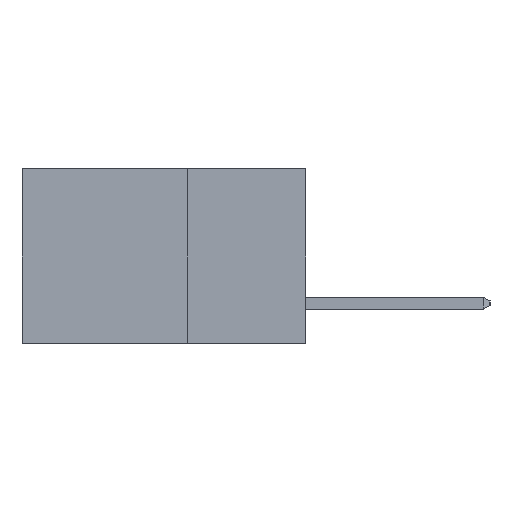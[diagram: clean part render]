
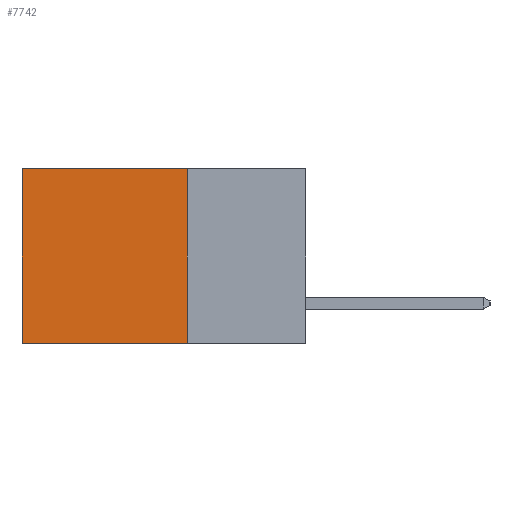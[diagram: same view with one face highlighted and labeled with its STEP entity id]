
A CAD part, left-side view. The second image highlights one B-rep face of the part: STEP entity #7742.
In plain terms, the highlighted planar face has unit normal (-1, 0, 0).
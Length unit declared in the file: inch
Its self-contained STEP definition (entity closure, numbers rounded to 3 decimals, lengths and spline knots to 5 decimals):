
#109 = VERTEX_POINT ( 'NONE', #3367 ) ;
#151 = VERTEX_POINT ( 'NONE', #7015 ) ;
#370 = FACE_OUTER_BOUND ( 'NONE', #14518, .T. ) ;
#1830 = LINE ( 'NONE', #14130, #11744 ) ;
#3367 = CARTESIAN_POINT ( 'NONE',  ( 0.2615, 0.6, -0.37 ) ) ;
#3567 = VECTOR ( 'NONE', #16805, 39.37008 ) ;
#4272 = CARTESIAN_POINT ( 'NONE',  ( 0.2615, 0.25, 0. ) ) ;
#4320 = DIRECTION ( 'NONE',  ( 0., 1., 0. ) ) ;
#4823 = DIRECTION ( 'NONE',  ( 0., 0., -1. ) ) ;
#4868 = PLANE ( 'NONE',  #4926 ) ;
#4926 = AXIS2_PLACEMENT_3D ( 'NONE', #15487, #16769, #8982 ) ;
#5992 = VECTOR ( 'NONE', #4320, 39.37008 ) ;
#6419 = LINE ( 'NONE', #4272, #5992 ) ;
#6548 = CARTESIAN_POINT ( 'NONE',  ( 0.2615, 0.25, 0. ) ) ;
#6557 = VERTEX_POINT ( 'NONE', #6548 ) ;
#6908 = CARTESIAN_POINT ( 'NONE',  ( 0.2615, 0.25, -0.37 ) ) ;
#7015 = CARTESIAN_POINT ( 'NONE',  ( 0.2615, 0.25, -0.37 ) ) ;
#7742 = ADVANCED_FACE ( 'NONE', ( #370 ), #4868, .F. ) ;
#8982 = DIRECTION ( 'NONE',  ( 0., 0., -1. ) ) ;
#9685 = DIRECTION ( 'NONE',  ( 0., 1., 0. ) ) ;
#10359 = CARTESIAN_POINT ( 'NONE',  ( 0.2615, 0.6, 0. ) ) ;
#10814 = EDGE_CURVE ( 'NONE', #151, #109, #16237, .T. ) ;
#11169 = ORIENTED_EDGE ( 'NONE', *, *, #12427, .T. ) ;
#11606 = CARTESIAN_POINT ( 'NONE',  ( 0.2615, 0.6, -0.37 ) ) ;
#11744 = VECTOR ( 'NONE', #4823, 39.37008 ) ;
#12427 = EDGE_CURVE ( 'NONE', #12463, #109, #14183, .T. ) ;
#12463 = VERTEX_POINT ( 'NONE', #10359 ) ;
#12843 = ORIENTED_EDGE ( 'NONE', *, *, #17103, .T. ) ;
#13005 = EDGE_CURVE ( 'NONE', #6557, #151, #1830, .T. ) ;
#13223 = VECTOR ( 'NONE', #9685, 39.37008 ) ;
#14130 = CARTESIAN_POINT ( 'NONE',  ( 0.2615, 0.25, -0.37 ) ) ;
#14181 = ORIENTED_EDGE ( 'NONE', *, *, #10814, .F. ) ;
#14183 = LINE ( 'NONE', #11606, #3567 ) ;
#14518 = EDGE_LOOP ( 'NONE', ( #11169, #14181, #16744, #12843 ) ) ;
#15487 = CARTESIAN_POINT ( 'NONE',  ( 0.2615, 0.25, -0.37 ) ) ;
#16237 = LINE ( 'NONE', #6908, #13223 ) ;
#16744 = ORIENTED_EDGE ( 'NONE', *, *, #13005, .F. ) ;
#16769 = DIRECTION ( 'NONE',  ( 1., 0., 0. ) ) ;
#16805 = DIRECTION ( 'NONE',  ( 0., 0., -1. ) ) ;
#17103 = EDGE_CURVE ( 'NONE', #6557, #12463, #6419, .T. ) ;
